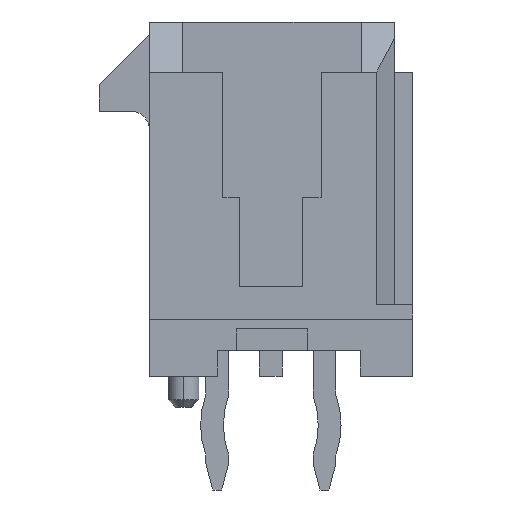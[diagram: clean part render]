
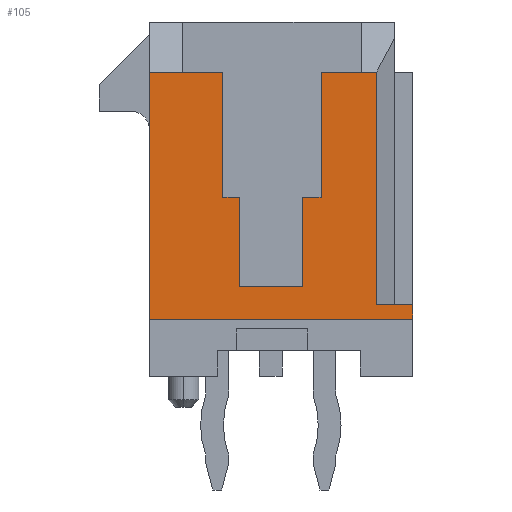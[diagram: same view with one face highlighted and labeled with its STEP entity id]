
A CAD part, left-side view. The second image highlights one B-rep face of the part: STEP entity #105.
In plain terms, the highlighted planar face has unit normal (-1, 0, 0).
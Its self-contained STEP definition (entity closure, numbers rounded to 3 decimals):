
#105=ADVANCED_FACE('',(#586),#587,.F.);
#586=FACE_OUTER_BOUND('',#1518,.T.);
#587=PLANE('',#1519);
#1518=EDGE_LOOP('',(#2470,#2471,#2472,#2473,#2474,#2475,#2476,#2477,#2478,#2479,#2480,#2481,#2482,#2483,#2484,#2485));
#1519=AXIS2_PLACEMENT_3D('',#2486,#2487,#2488);
#2470=ORIENTED_EDGE('',*,*,#6167,.T.);
#2471=ORIENTED_EDGE('',*,*,#6168,.T.);
#2472=ORIENTED_EDGE('',*,*,#6169,.T.);
#2473=ORIENTED_EDGE('',*,*,#6170,.T.);
#2474=ORIENTED_EDGE('',*,*,#6171,.T.);
#2475=ORIENTED_EDGE('',*,*,#6172,.F.);
#2476=ORIENTED_EDGE('',*,*,#6173,.T.);
#2477=ORIENTED_EDGE('',*,*,#6174,.F.);
#2478=ORIENTED_EDGE('',*,*,#6175,.F.);
#2479=ORIENTED_EDGE('',*,*,#6176,.F.);
#2480=ORIENTED_EDGE('',*,*,#6177,.F.);
#2481=ORIENTED_EDGE('',*,*,#6178,.T.);
#2482=ORIENTED_EDGE('',*,*,#6179,.F.);
#2483=ORIENTED_EDGE('',*,*,#6180,.F.);
#2484=ORIENTED_EDGE('',*,*,#6181,.T.);
#2485=ORIENTED_EDGE('',*,*,#6182,.T.);
#2486=CARTESIAN_POINT('',(-10.825,0.0,0.0));
#2487=DIRECTION('',(1.0,0.0,0.0));
#2488=DIRECTION('',(0.0,1.0,-0.0));
#6167=EDGE_CURVE('',#7446,#7447,#7448,.T.);
#6168=EDGE_CURVE('',#7447,#7449,#7450,.T.);
#6169=EDGE_CURVE('',#7449,#7451,#7452,.T.);
#6170=EDGE_CURVE('',#7451,#7453,#7454,.T.);
#6171=EDGE_CURVE('',#7453,#7455,#7456,.T.);
#6172=EDGE_CURVE('',#7457,#7455,#7458,.T.);
#6173=EDGE_CURVE('',#7457,#7459,#7460,.T.);
#6174=EDGE_CURVE('',#7461,#7459,#7462,.T.);
#6175=EDGE_CURVE('',#7463,#7461,#7464,.T.);
#6176=EDGE_CURVE('',#7465,#7463,#7466,.T.);
#6177=EDGE_CURVE('',#7467,#7465,#7468,.T.);
#6178=EDGE_CURVE('',#7467,#7469,#7470,.T.);
#6179=EDGE_CURVE('',#7471,#7469,#7472,.T.);
#6180=EDGE_CURVE('',#7473,#7471,#7474,.T.);
#6181=EDGE_CURVE('',#7473,#7475,#7476,.T.);
#6182=EDGE_CURVE('',#7475,#7446,#7477,.T.);
#7446=VERTEX_POINT('',#9380);
#7447=VERTEX_POINT('',#9381);
#7448=LINE('',#9382,#9383);
#7449=VERTEX_POINT('',#9384);
#7450=LINE('',#9385,#9386);
#7451=VERTEX_POINT('',#9387);
#7452=LINE('',#9388,#9389);
#7453=VERTEX_POINT('',#9390);
#7454=LINE('',#9391,#9392);
#7455=VERTEX_POINT('',#9393);
#7456=LINE('',#9394,#9395);
#7457=VERTEX_POINT('',#9396);
#7458=LINE('',#9397,#9398);
#7459=VERTEX_POINT('',#9399);
#7460=LINE('',#9400,#9401);
#7461=VERTEX_POINT('',#9402);
#7462=LINE('',#9403,#9404);
#7463=VERTEX_POINT('',#9405);
#7464=LINE('',#9406,#9407);
#7465=VERTEX_POINT('',#9408);
#7466=LINE('',#9409,#9410);
#7467=VERTEX_POINT('',#9411);
#7468=LINE('',#9412,#9413);
#7469=VERTEX_POINT('',#9414);
#7470=LINE('',#9415,#9416);
#7471=VERTEX_POINT('',#9417);
#7472=LINE('',#9418,#9419);
#7473=VERTEX_POINT('',#9420);
#7474=LINE('',#9421,#9422);
#7475=VERTEX_POINT('',#9423);
#7476=LINE('',#9424,#9425);
#7477=LINE('',#9426,#9427);
#9380=CARTESIAN_POINT('',(-10.825,-1.405,0.05));
#9381=CARTESIAN_POINT('',(-10.825,-0.875,0.05));
#9382=CARTESIAN_POINT('',(-10.825,-1.405,0.05));
#9383=VECTOR('',#12410,0.53);
#9384=CARTESIAN_POINT('',(-10.825,-0.875,-2.45));
#9385=CARTESIAN_POINT('',(-10.825,-0.875,0.05));
#9386=VECTOR('',#12411,2.5);
#9387=CARTESIAN_POINT('',(-10.825,0.875,-2.45));
#9388=CARTESIAN_POINT('',(-10.825,-0.875,-2.45));
#9389=VECTOR('',#12412,1.75);
#9390=CARTESIAN_POINT('',(-10.825,0.875,0.05));
#9391=CARTESIAN_POINT('',(-10.825,0.875,-2.45));
#9392=VECTOR('',#12413,2.5);
#9393=CARTESIAN_POINT('',(-10.825,1.345,0.05));
#9394=CARTESIAN_POINT('',(-10.825,0.875,0.05));
#9395=VECTOR('',#12414,0.47);
#9396=CARTESIAN_POINT('',(-10.825,1.345,3.55));
#9397=CARTESIAN_POINT('',(-10.825,1.345,3.55));
#9398=VECTOR('',#12415,3.5);
#9399=CARTESIAN_POINT('',(-10.825,2.47,3.55));
#9400=CARTESIAN_POINT('',(-10.825,1.345,3.55));
#9401=VECTOR('',#12416,1.125);
#9402=CARTESIAN_POINT('',(-10.825,3.4,3.55));
#9403=CARTESIAN_POINT('',(-10.825,3.4,3.55));
#9404=VECTOR('',#12417,0.93);
#9405=CARTESIAN_POINT('',(-10.825,3.4,-3.36));
#9406=CARTESIAN_POINT('',(-10.825,3.4,-3.36));
#9407=VECTOR('',#12418,6.91);
#9408=CARTESIAN_POINT('',(-10.825,-3.97,-3.36));
#9409=CARTESIAN_POINT('',(-10.825,-3.97,-3.36));
#9410=VECTOR('',#12419,7.37);
#9411=CARTESIAN_POINT('',(-10.825,-3.97,-2.96));
#9412=CARTESIAN_POINT('',(-10.825,-3.97,-2.96));
#9413=VECTOR('',#12420,0.4);
#9414=CARTESIAN_POINT('',(-10.825,-2.96,-2.96));
#9415=CARTESIAN_POINT('',(-10.825,-3.97,-2.96));
#9416=VECTOR('',#12421,1.01);
#9417=CARTESIAN_POINT('',(-10.825,-2.96,3.55));
#9418=CARTESIAN_POINT('',(-10.825,-2.96,3.55));
#9419=VECTOR('',#12422,6.51);
#9420=CARTESIAN_POINT('',(-10.825,-2.53,3.55));
#9421=CARTESIAN_POINT('',(-10.825,-2.53,3.55));
#9422=VECTOR('',#12423,0.43);
#9423=CARTESIAN_POINT('',(-10.825,-1.405,3.55));
#9424=CARTESIAN_POINT('',(-10.825,-2.53,3.55));
#9425=VECTOR('',#12424,1.125);
#9426=CARTESIAN_POINT('',(-10.825,-1.405,3.55));
#9427=VECTOR('',#12425,3.5);
#12410=DIRECTION('',(0.0,1.0,0.0));
#12411=DIRECTION('',(0.0,0.0,-1.0));
#12412=DIRECTION('',(0.0,1.0,0.0));
#12413=DIRECTION('',(0.0,0.0,1.0));
#12414=DIRECTION('',(0.0,1.0,0.0));
#12415=DIRECTION('',(0.0,0.0,-1.0));
#12416=DIRECTION('',(0.0,1.0,0.0));
#12417=DIRECTION('',(0.0,-1.0,0.0));
#12418=DIRECTION('',(0.0,0.0,1.0));
#12419=DIRECTION('',(0.0,1.0,0.0));
#12420=DIRECTION('',(0.0,0.0,-1.0));
#12421=DIRECTION('',(0.0,1.0,0.0));
#12422=DIRECTION('',(0.0,0.0,-1.0));
#12423=DIRECTION('',(0.0,-1.0,0.0));
#12424=DIRECTION('',(0.0,1.0,0.0));
#12425=DIRECTION('',(0.0,0.0,-1.0));
